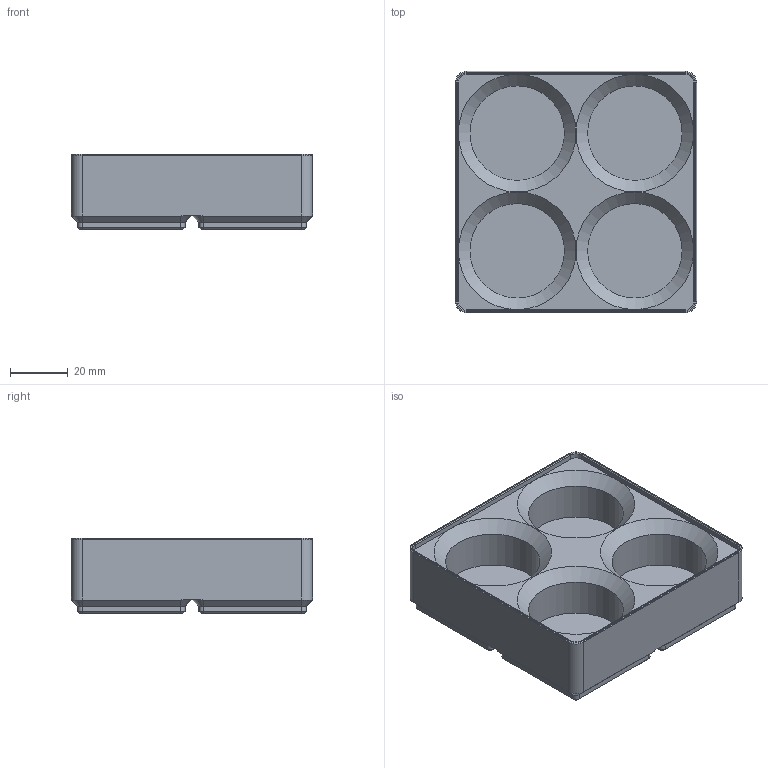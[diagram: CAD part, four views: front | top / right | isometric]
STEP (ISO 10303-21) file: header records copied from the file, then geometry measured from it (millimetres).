
FILE_DESCRIPTION(('Open CASCADE Model'),'2;1');
FILE_NAME('Open CASCADE Shape Model','2025-11-24T01:15:31',('Author'),( 'Open CASCADE'),'Open CASCADE STEP processor 7.8','Open CASCADE 7.8' ,'Unknown');
FILE_SCHEMA(('AUTOMOTIVE_DESIGN { 1 0 10303 214 1 1 1 1 }'));
Length unit declared in the file: millimetre
Products named in the file (1): Open CASCADE STEP translator 7.8 9
Bounding box: 83.5 x 83.5 x 26.14 mm (x, y, z)
Volume: 102211 mm3; surface area: 29423 mm2
Topology: 1 solids, 1 shells, 151 faces, 324 edges, 180 vertices
Faces by surface type: plane 71, cylinder 36, cone 36, torus 8
Full cylindrical faces by diameter (mm): 32.76 x4
Entity records: 8240 total; most frequent: CARTESIAN_POINT 1504, DIRECTION 1328, LINE 748, VECTOR 748, ORIENTED_EDGE 648, PCURVE 648, DEFINITIONAL_REPRESENTATION 648, EDGE_CURVE 324
